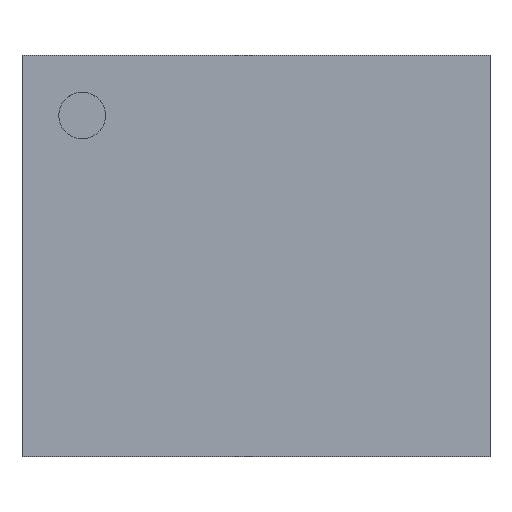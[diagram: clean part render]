
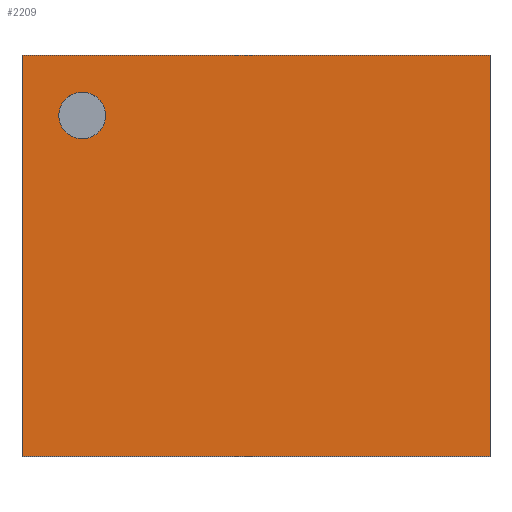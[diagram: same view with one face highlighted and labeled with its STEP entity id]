
A CAD part, top view. The second image highlights one B-rep face of the part: STEP entity #2209.
In plain terms, the highlighted planar face has unit normal (0, 0, 1).
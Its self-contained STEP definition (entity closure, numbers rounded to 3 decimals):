
#13=DIRECTION('',(0.,0.,1.));
#126=VECTOR('',#127,1.);
#127=DIRECTION('',(1.,0.,0.));
#133=VECTOR('',#134,1.);
#134=DIRECTION('',(0.,-1.,0.));
#778=VERTEX_POINT('',#779);
#779=CARTESIAN_POINT('',(-1.75,1.5,1.025));
#784=VERTEX_POINT('',#785);
#785=CARTESIAN_POINT('',(1.75,1.5,1.025));
#787=ORIENTED_EDGE('',*,*,#788,.F.);
#788=EDGE_CURVE('',#778,#784,#789,.T.);
#789=LINE('',#779,#126);
#796=EDGE_CURVE('',#784,#797,#799,.T.);
#797=VERTEX_POINT('',#798);
#798=CARTESIAN_POINT('',(1.75,-1.5,1.025));
#799=LINE('',#785,#133);
#810=ORIENTED_EDGE('',*,*,#811,.T.);
#811=EDGE_CURVE('',#778,#812,#814,.T.);
#812=VERTEX_POINT('',#813);
#813=CARTESIAN_POINT('',(-1.75,-1.5,1.025));
#814=LINE('',#779,#133);
#825=EDGE_CURVE('',#812,#797,#826,.T.);
#826=LINE('',#813,#126);
#2209=ADVANCED_FACE('',(#2210,#2214),#2224,.T.);
#2210=FACE_BOUND('',#2211,.T.);
#2211=EDGE_LOOP('',(#787,#810,#2212,#2213));
#2212=ORIENTED_EDGE('',*,*,#825,.T.);
#2213=ORIENTED_EDGE('',*,*,#796,.F.);
#2214=FACE_BOUND('',#2215,.T.);
#2215=EDGE_LOOP('',(#2216));
#2216=ORIENTED_EDGE('',*,*,#2217,.T.);
#2217=EDGE_CURVE('',#2218,#2218,#2220,.T.);
#2218=VERTEX_POINT('',#2219);
#2219=CARTESIAN_POINT('',(-1.3,0.875,1.025));
#2220=CIRCLE('',#2221,0.175);
#2221=AXIS2_PLACEMENT_3D('',#2222,#2223,#134);
#2222=CARTESIAN_POINT('',(-1.3,1.05,1.025));
#2223=DIRECTION('',(0.,0.,-1.));
#2224=PLANE('',#2225);
#2225=AXIS2_PLACEMENT_3D('',#779,#13,#134);
